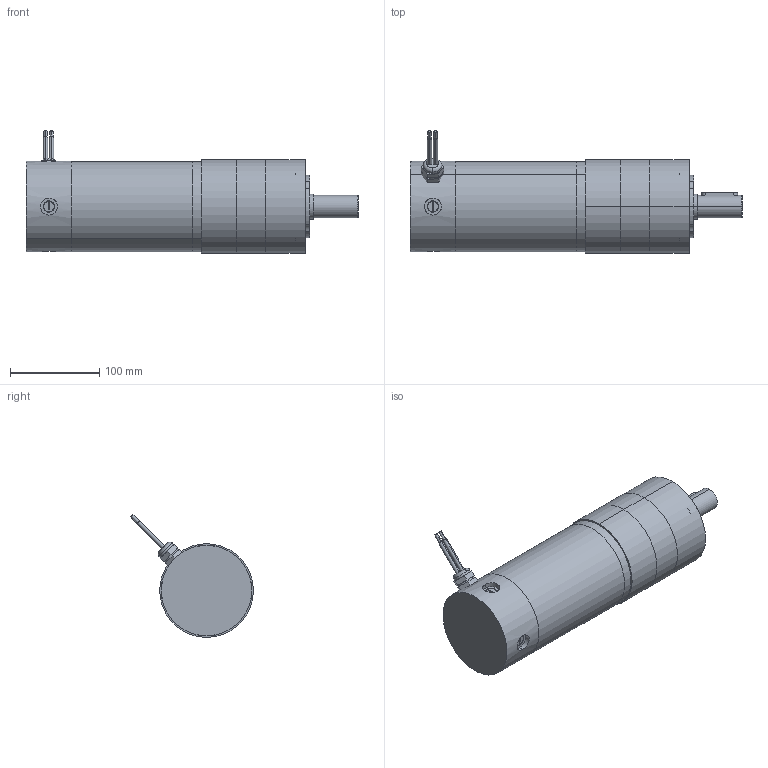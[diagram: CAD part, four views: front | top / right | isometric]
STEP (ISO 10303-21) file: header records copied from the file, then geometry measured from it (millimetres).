
FILE_DESCRIPTION (( 'STEP AP203' ), '1' );
FILE_NAME ('S40-775HKE-NRS_GP105-L1.step', '2025-06-24T20:01:58', ( '' ), ( '' ), 'SwSTEP 2.0', 'SolidWorks 2017', '' );
FILE_SCHEMA (( 'CONFIG_CONTROL_DESIGN' ));
Length unit declared in the file: millimetre
Products named in the file (1): S40-775HKE-NRS_GP105-L1
Bounding box: 372.32 x 137.62 x 137.62 mm (x, y, z)
Volume: 2647910.4 mm3; surface area: 239277.4 mm2
Topology: 17 solids, 17 shells, 767 faces, 1729 edges, 1041 vertices
Faces by surface type: cone 295, cylinder 285, plane 185, torus 2
Entity records: 21819 total; most frequent: DIRECTION 4092, CARTESIAN_POINT 4040, ORIENTED_EDGE 3422, EDGE_CURVE 1711, AXIS2_PLACEMENT_3D 1629, VERTEX_POINT 1041, CIRCLE 861, EDGE_LOOP 846
